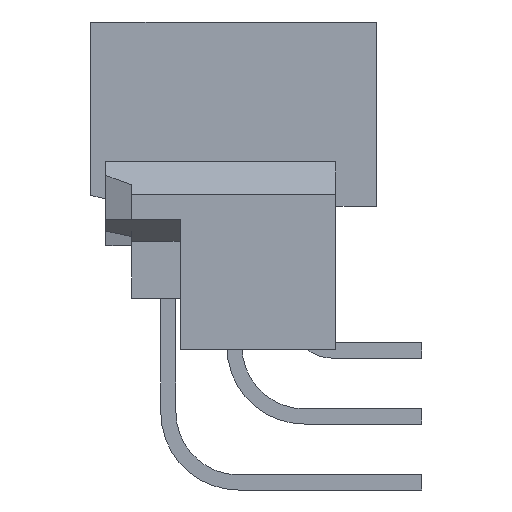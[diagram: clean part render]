
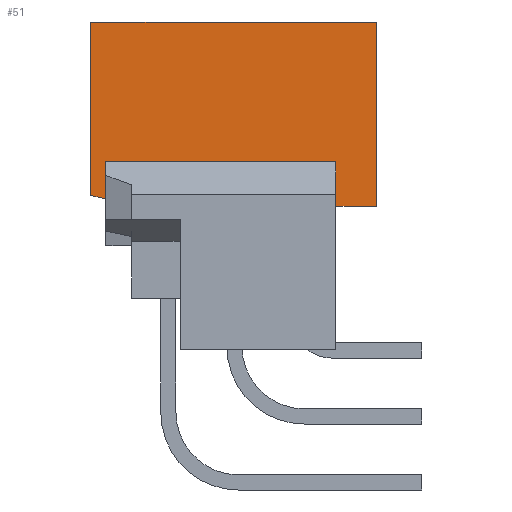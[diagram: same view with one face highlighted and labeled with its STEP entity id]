
A CAD part, left-side view. The second image highlights one B-rep face of the part: STEP entity #51.
In plain terms, the highlighted planar face has unit normal (-1, 0, 0).
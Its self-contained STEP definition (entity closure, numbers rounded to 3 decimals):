
#51=ADVANCED_FACE('',(#1921),#1922,.F.);
#1921=FACE_OUTER_BOUND('',#5866,.T.);
#1922=PLANE('',#5867);
#5866=EDGE_LOOP('',(#9838,#9839,#9840,#9841,#9842,#9843,#9844,#9845));
#5867=AXIS2_PLACEMENT_3D('',#9846,#9847,#9848);
#9838=ORIENTED_EDGE('',*,*,#25301,.F.);
#9839=ORIENTED_EDGE('',*,*,#25302,.F.);
#9840=ORIENTED_EDGE('',*,*,#25303,.F.);
#9841=ORIENTED_EDGE('',*,*,#25304,.F.);
#9842=ORIENTED_EDGE('',*,*,#25305,.F.);
#9843=ORIENTED_EDGE('',*,*,#25306,.F.);
#9844=ORIENTED_EDGE('',*,*,#25307,.T.);
#9845=ORIENTED_EDGE('',*,*,#25308,.T.);
#9846=CARTESIAN_POINT('',(-43.88,0.0,0.0));
#9847=DIRECTION('',(1.0,0.0,0.0));
#9848=DIRECTION('',(0.0,1.0,0.0));
#25301=EDGE_CURVE('',#30258,#30259,#30260,.T.);
#25302=EDGE_CURVE('',#30261,#30258,#30262,.T.);
#25303=EDGE_CURVE('',#30263,#30261,#30264,.T.);
#25304=EDGE_CURVE('',#30265,#30263,#30266,.T.);
#25305=EDGE_CURVE('',#30267,#30265,#30268,.T.);
#25306=EDGE_CURVE('',#30269,#30267,#30270,.T.);
#25307=EDGE_CURVE('',#30269,#30271,#30272,.T.);
#25308=EDGE_CURVE('',#30271,#30259,#30273,.T.);
#30258=VERTEX_POINT('',#38493);
#30259=VERTEX_POINT('',#38494);
#30260=LINE('',#38495,#38496);
#30261=VERTEX_POINT('',#38497);
#30262=LINE('',#38498,#38499);
#30263=VERTEX_POINT('',#38500);
#30264=LINE('',#38501,#38502);
#30265=VERTEX_POINT('',#38503);
#30266=LINE('',#38504,#38505);
#30267=VERTEX_POINT('',#38506);
#30268=LINE('',#38507,#38508);
#30269=VERTEX_POINT('',#38509);
#30270=LINE('',#38510,#38511);
#30271=VERTEX_POINT('',#38512);
#30272=LINE('',#38513,#38514);
#30273=LINE('',#38515,#38516);
#38493=CARTESIAN_POINT('',(-43.88,-3.935,-7.09));
#38494=CARTESIAN_POINT('',(-43.88,-3.935,-5.38));
#38495=CARTESIAN_POINT('',(-43.88,-3.935,-7.09));
#38496=VECTOR('',#51293,1.71);
#38497=CARTESIAN_POINT('',(-43.88,-5.5,-7.09));
#38498=CARTESIAN_POINT('',(-43.88,-5.5,-7.09));
#38499=VECTOR('',#51294,1.565);
#38500=CARTESIAN_POINT('',(-43.88,-5.5,0.0));
#38501=CARTESIAN_POINT('',(-43.88,-5.5,0.0));
#38502=VECTOR('',#51295,7.09);
#38503=CARTESIAN_POINT('',(-43.88,5.5,0.0));
#38504=CARTESIAN_POINT('',(-43.88,5.5,0.0));
#38505=VECTOR('',#51296,11.0);
#38506=CARTESIAN_POINT('',(-43.88,5.5,-6.671));
#38507=CARTESIAN_POINT('',(-43.88,5.5,-6.671));
#38508=VECTOR('',#51297,6.671);
#38509=CARTESIAN_POINT('',(-43.88,4.278,-6.998));
#38510=CARTESIAN_POINT('',(-43.88,4.278,-6.998));
#38511=VECTOR('',#51298,1.265);
#38512=CARTESIAN_POINT('',(-43.88,4.278,-5.38));
#38513=CARTESIAN_POINT('',(-43.88,4.278,-6.998));
#38514=VECTOR('',#51299,1.618);
#38515=CARTESIAN_POINT('',(-43.88,4.278,-5.38));
#38516=VECTOR('',#51300,8.213);
#51293=DIRECTION('',(0.0,0.0,1.0));
#51294=DIRECTION('',(0.0,1.0,0.0));
#51295=DIRECTION('',(0.0,0.0,-1.0));
#51296=DIRECTION('',(0.0,-1.0,0.0));
#51297=DIRECTION('',(0.0,0.0,1.0));
#51298=DIRECTION('',(0.0,0.966,0.259));
#51299=DIRECTION('',(0.0,0.0,1.0));
#51300=DIRECTION('',(0.0,-1.0,0.0));
